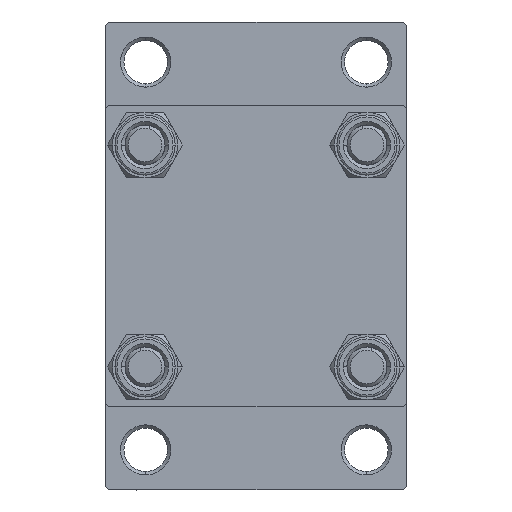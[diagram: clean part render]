
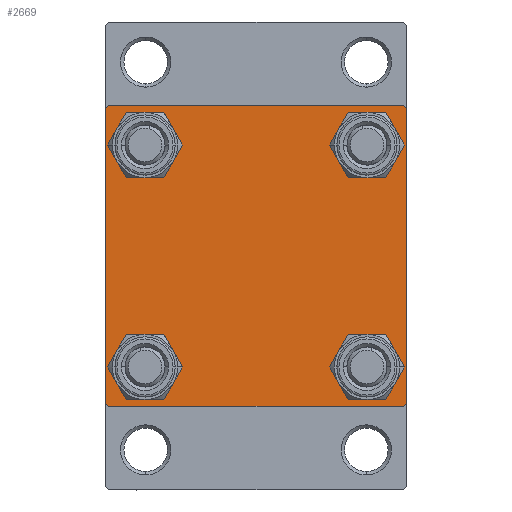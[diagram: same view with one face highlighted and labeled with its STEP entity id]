
A CAD part, left-side view. The second image highlights one B-rep face of the part: STEP entity #2669.
In plain terms, the highlighted planar face has unit normal (-1, 0, 0).
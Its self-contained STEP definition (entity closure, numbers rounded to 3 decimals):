
#263 = CARTESIAN_POINT ( 'NONE',  ( 0., 22., 22.5 ) ) ;
#422 = VERTEX_POINT ( 'NONE', #3422 ) ;
#541 = EDGE_CURVE ( 'NONE', #27040, #422, #23190, .T. ) ;
#563 = DIRECTION ( 'NONE',  ( 1., 0., 0. ) ) ;
#744 = EDGE_CURVE ( 'NONE', #35467, #34510, #2606, .T. ) ;
#826 = CARTESIAN_POINT ( 'NONE',  ( 0., 16.6, 16.6 ) ) ;
#1185 = ORIENTED_EDGE ( 'NONE', *, *, #23553, .T. ) ;
#1264 = DIRECTION ( 'NONE',  ( 0., 0., 1. ) ) ;
#1462 = DIRECTION ( 'NONE',  ( 0., 0., 1. ) ) ;
#1709 = CARTESIAN_POINT ( 'NONE',  ( 0., -22.5, 22.5 ) ) ;
#2375 = CARTESIAN_POINT ( 'NONE',  ( 0., -22.25, 22.25 ) ) ;
#2415 = DIRECTION ( 'NONE',  ( 0., 0., 1. ) ) ;
#2606 = CIRCLE ( 'NONE', #40761, 3.5 ) ;
#2669 = ADVANCED_FACE ( 'NONE', ( #9683, #24241, #17070, #13496, #42626 ), #28061, .T. ) ;
#3262 = CARTESIAN_POINT ( 'NONE',  ( 0., -16.6, -16.6 ) ) ;
#3422 = CARTESIAN_POINT ( 'NONE',  ( 0., -22.5, -22. ) ) ;
#4373 = CARTESIAN_POINT ( 'NONE',  ( 0., 16.6, -13.1 ) ) ;
#4493 = CIRCLE ( 'NONE', #20480, 3.5 ) ;
#4787 = EDGE_CURVE ( 'NONE', #28960, #44216, #40126, .T. ) ;
#4851 = CARTESIAN_POINT ( 'NONE',  ( 0., -22., 22.5 ) ) ;
#4853 = VERTEX_POINT ( 'NONE', #4851 ) ;
#5077 = CARTESIAN_POINT ( 'NONE',  ( 0., 16.6, -16.6 ) ) ;
#5402 = EDGE_CURVE ( 'NONE', #16057, #29436, #8833, .T. ) ;
#5477 = VERTEX_POINT ( 'NONE', #44829 ) ;
#5874 = EDGE_LOOP ( 'NONE', ( #45190, #13025 ) ) ;
#6342 = DIRECTION ( 'NONE',  ( 0., 0., 1. ) ) ;
#7075 = CARTESIAN_POINT ( 'NONE',  ( 0., 22.5, 22.5 ) ) ;
#7519 = CARTESIAN_POINT ( 'NONE',  ( 0., 22.25, 22.25 ) ) ;
#8098 = AXIS2_PLACEMENT_3D ( 'NONE', #11436, #29340, #46761 ) ;
#8724 = CARTESIAN_POINT ( 'NONE',  ( 0., 22.5, -22.5 ) ) ;
#8833 = CIRCLE ( 'NONE', #8098, 3.5 ) ;
#8844 = EDGE_CURVE ( 'NONE', #27040, #4853, #23625, .T. ) ;
#9683 = FACE_BOUND ( 'NONE', #5874, .T. ) ;
#9921 = CARTESIAN_POINT ( 'NONE',  ( 0., 0., 0. ) ) ;
#10001 = VERTEX_POINT ( 'NONE', #46611 ) ;
#10662 = LINE ( 'NONE', #7075, #44282 ) ;
#10894 = DIRECTION ( 'NONE',  ( 0., 0., -1. ) ) ;
#11436 = CARTESIAN_POINT ( 'NONE',  ( 0., -16.6, -16.6 ) ) ;
#12244 = DIRECTION ( 'NONE',  ( 0., 0., 1. ) ) ;
#12623 = VECTOR ( 'NONE', #23147, 1000. ) ;
#13025 = ORIENTED_EDGE ( 'NONE', *, *, #42358, .T. ) ;
#13496 = FACE_BOUND ( 'NONE', #19673, .T. ) ;
#14459 = CARTESIAN_POINT ( 'NONE',  ( 0., -16.6, -20.1 ) ) ;
#14964 = ORIENTED_EDGE ( 'NONE', *, *, #35910, .T. ) ;
#15065 = CARTESIAN_POINT ( 'NONE',  ( 0., -22.25, -22.25 ) ) ;
#15264 = ORIENTED_EDGE ( 'NONE', *, *, #31138, .T. ) ;
#15722 = ORIENTED_EDGE ( 'NONE', *, *, #541, .F. ) ;
#15755 = LINE ( 'NONE', #15065, #12623 ) ;
#15766 = DIRECTION ( 'NONE',  ( 0., -1., 0. ) ) ;
#15779 = ORIENTED_EDGE ( 'NONE', *, *, #46422, .F. ) ;
#16057 = VERTEX_POINT ( 'NONE', #14459 ) ;
#16087 = VERTEX_POINT ( 'NONE', #30139 ) ;
#16594 = DIRECTION ( 'NONE',  ( -1., 0., 0. ) ) ;
#16937 = ORIENTED_EDGE ( 'NONE', *, *, #30296, .T. ) ;
#16988 = DIRECTION ( 'NONE',  ( 1., 0., 0. ) ) ;
#17070 = FACE_BOUND ( 'NONE', #39714, .T. ) ;
#17151 = AXIS2_PLACEMENT_3D ( 'NONE', #9921, #16594, #6342 ) ;
#17341 = DIRECTION ( 'NONE',  ( 0., 0., 1. ) ) ;
#17814 = ORIENTED_EDGE ( 'NONE', *, *, #40840, .T. ) ;
#18621 = ORIENTED_EDGE ( 'NONE', *, *, #43595, .T. ) ;
#19101 = CIRCLE ( 'NONE', #32835, 3.5 ) ;
#19194 = DIRECTION ( 'NONE',  ( 1., 0., 0. ) ) ;
#19414 = CARTESIAN_POINT ( 'NONE',  ( 0., 22.25, -22.25 ) ) ;
#19673 = EDGE_LOOP ( 'NONE', ( #28230, #14964 ) ) ;
#20034 = CARTESIAN_POINT ( 'NONE',  ( 0., -16.6, 13.1 ) ) ;
#20281 = CARTESIAN_POINT ( 'NONE',  ( 0., 22.5, 22.5 ) ) ;
#20417 = ORIENTED_EDGE ( 'NONE', *, *, #5402, .T. ) ;
#20468 = CARTESIAN_POINT ( 'NONE',  ( 0., 16.6, 20.1 ) ) ;
#20480 = AXIS2_PLACEMENT_3D ( 'NONE', #45594, #30349, #1462 ) ;
#20546 = CIRCLE ( 'NONE', #39624, 3.5 ) ;
#20720 = CARTESIAN_POINT ( 'NONE',  ( 0., -22.5, 22. ) ) ;
#21951 = VERTEX_POINT ( 'NONE', #4373 ) ;
#23147 = DIRECTION ( 'NONE',  ( 0., -0.707, 0.707 ) ) ;
#23190 = LINE ( 'NONE', #1709, #38420 ) ;
#23335 = VERTEX_POINT ( 'NONE', #42531 ) ;
#23448 = CARTESIAN_POINT ( 'NONE',  ( 0., -16.6, 16.6 ) ) ;
#23468 = DIRECTION ( 'NONE',  ( 0., 0., 1. ) ) ;
#23553 = EDGE_CURVE ( 'NONE', #31700, #422, #15755, .T. ) ;
#23625 = LINE ( 'NONE', #2375, #37175 ) ;
#24241 = FACE_BOUND ( 'NONE', #27572, .T. ) ;
#26184 = EDGE_CURVE ( 'NONE', #38617, #16087, #43579, .T. ) ;
#26584 = LINE ( 'NONE', #19414, #32567 ) ;
#27040 = VERTEX_POINT ( 'NONE', #20720 ) ;
#27500 = CARTESIAN_POINT ( 'NONE',  ( 0., -16.6, -13.1 ) ) ;
#27572 = EDGE_LOOP ( 'NONE', ( #17814, #20417 ) ) ;
#28061 = PLANE ( 'NONE',  #17151 ) ;
#28230 = ORIENTED_EDGE ( 'NONE', *, *, #744, .T. ) ;
#28960 = VERTEX_POINT ( 'NONE', #36912 ) ;
#29340 = DIRECTION ( 'NONE',  ( 1., 0., 0. ) ) ;
#29436 = VERTEX_POINT ( 'NONE', #27500 ) ;
#30139 = CARTESIAN_POINT ( 'NONE',  ( 0., 22.5, 22. ) ) ;
#30296 = EDGE_CURVE ( 'NONE', #10001, #23335, #26584, .T. ) ;
#30349 = DIRECTION ( 'NONE',  ( 1., 0., 0. ) ) ;
#30880 = VECTOR ( 'NONE', #40938, 1000. ) ;
#31138 = EDGE_CURVE ( 'NONE', #23335, #31700, #34274, .T. ) ;
#31261 = DIRECTION ( 'NONE',  ( 0., 0.707, 0.707 ) ) ;
#31700 = VERTEX_POINT ( 'NONE', #36813 ) ;
#31752 = ORIENTED_EDGE ( 'NONE', *, *, #8844, .T. ) ;
#32567 = VECTOR ( 'NONE', #33526, 1000. ) ;
#32835 = AXIS2_PLACEMENT_3D ( 'NONE', #43023, #16988, #45868 ) ;
#33526 = DIRECTION ( 'NONE',  ( 0., -0.707, -0.707 ) ) ;
#33957 = DIRECTION ( 'NONE',  ( 0., 0., -1. ) ) ;
#34274 = LINE ( 'NONE', #8724, #40218 ) ;
#34510 = VERTEX_POINT ( 'NONE', #35750 ) ;
#35008 = CIRCLE ( 'NONE', #41889, 3.5 ) ;
#35017 = EDGE_CURVE ( 'NONE', #5477, #21951, #4493, .T. ) ;
#35129 = CARTESIAN_POINT ( 'NONE',  ( 0., 16.6, 16.6 ) ) ;
#35467 = VERTEX_POINT ( 'NONE', #20468 ) ;
#35750 = CARTESIAN_POINT ( 'NONE',  ( 0., 16.6, 13.1 ) ) ;
#35910 = EDGE_CURVE ( 'NONE', #34510, #35467, #35008, .T. ) ;
#36285 = AXIS2_PLACEMENT_3D ( 'NONE', #23448, #37793, #12244 ) ;
#36813 = CARTESIAN_POINT ( 'NONE',  ( 0., -22., -22.5 ) ) ;
#36912 = CARTESIAN_POINT ( 'NONE',  ( 0., -16.6, 20.1 ) ) ;
#37175 = VECTOR ( 'NONE', #31261, 1000. ) ;
#37793 = DIRECTION ( 'NONE',  ( 1., 0., 0. ) ) ;
#38420 = VECTOR ( 'NONE', #33957, 1000. ) ;
#38617 = VERTEX_POINT ( 'NONE', #263 ) ;
#38858 = AXIS2_PLACEMENT_3D ( 'NONE', #3262, #46928, #17341 ) ;
#39189 = DIRECTION ( 'NONE',  ( 1., 0., 0. ) ) ;
#39624 = AXIS2_PLACEMENT_3D ( 'NONE', #5077, #563, #1264 ) ;
#39714 = EDGE_LOOP ( 'NONE', ( #45417, #44464 ) ) ;
#40126 = CIRCLE ( 'NONE', #36285, 3.5 ) ;
#40218 = VECTOR ( 'NONE', #41451, 1000. ) ;
#40363 = EDGE_CURVE ( 'NONE', #21951, #5477, #20546, .T. ) ;
#40761 = AXIS2_PLACEMENT_3D ( 'NONE', #35129, #39189, #2415 ) ;
#40840 = EDGE_CURVE ( 'NONE', #29436, #16057, #47229, .T. ) ;
#40938 = DIRECTION ( 'NONE',  ( 0., 0.707, -0.707 ) ) ;
#41451 = DIRECTION ( 'NONE',  ( 0., -1., 0. ) ) ;
#41889 = AXIS2_PLACEMENT_3D ( 'NONE', #826, #19194, #23468 ) ;
#42016 = LINE ( 'NONE', #20281, #42019 ) ;
#42019 = VECTOR ( 'NONE', #15766, 1000. ) ;
#42091 = EDGE_LOOP ( 'NONE', ( #18621, #16937, #15264, #1185, #15722, #31752, #15779, #45557 ) ) ;
#42358 = EDGE_CURVE ( 'NONE', #44216, #28960, #19101, .T. ) ;
#42531 = CARTESIAN_POINT ( 'NONE',  ( 0., 22., -22.5 ) ) ;
#42626 = FACE_OUTER_BOUND ( 'NONE', #42091, .T. ) ;
#43023 = CARTESIAN_POINT ( 'NONE',  ( 0., -16.6, 16.6 ) ) ;
#43579 = LINE ( 'NONE', #7519, #30880 ) ;
#43595 = EDGE_CURVE ( 'NONE', #16087, #10001, #10662, .T. ) ;
#44216 = VERTEX_POINT ( 'NONE', #20034 ) ;
#44282 = VECTOR ( 'NONE', #10894, 1000. ) ;
#44464 = ORIENTED_EDGE ( 'NONE', *, *, #35017, .T. ) ;
#44829 = CARTESIAN_POINT ( 'NONE',  ( 0., 16.6, -20.1 ) ) ;
#45190 = ORIENTED_EDGE ( 'NONE', *, *, #4787, .T. ) ;
#45417 = ORIENTED_EDGE ( 'NONE', *, *, #40363, .T. ) ;
#45557 = ORIENTED_EDGE ( 'NONE', *, *, #26184, .T. ) ;
#45594 = CARTESIAN_POINT ( 'NONE',  ( 0., 16.6, -16.6 ) ) ;
#45868 = DIRECTION ( 'NONE',  ( 0., 0., 1. ) ) ;
#46422 = EDGE_CURVE ( 'NONE', #38617, #4853, #42016, .T. ) ;
#46611 = CARTESIAN_POINT ( 'NONE',  ( 0., 22.5, -22. ) ) ;
#46761 = DIRECTION ( 'NONE',  ( 0., 0., 1. ) ) ;
#46928 = DIRECTION ( 'NONE',  ( 1., 0., 0. ) ) ;
#47229 = CIRCLE ( 'NONE', #38858, 3.5 ) ;
